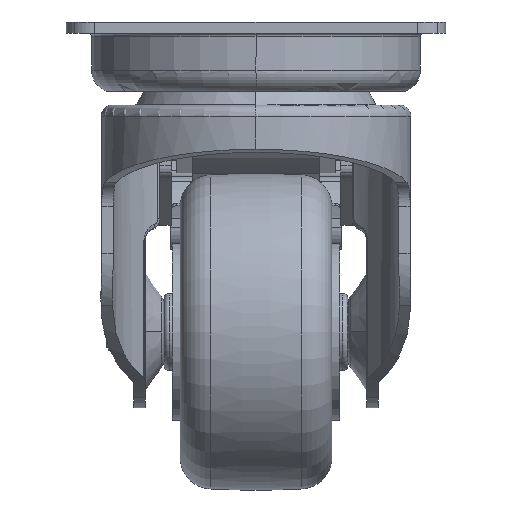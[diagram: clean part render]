
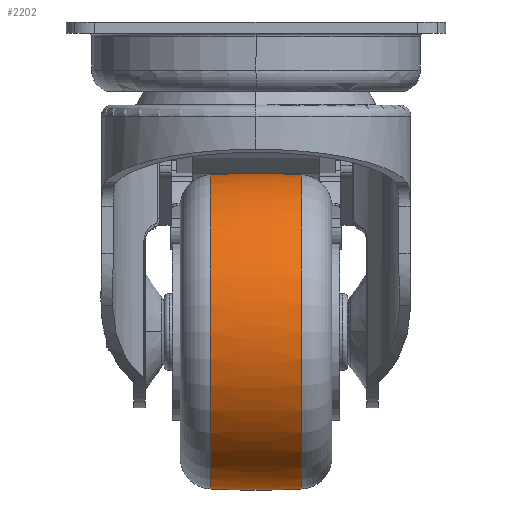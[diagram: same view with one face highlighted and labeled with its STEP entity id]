
A CAD part, left-side view. The second image highlights one B-rep face of the part: STEP entity #2202.
In plain terms, the highlighted toroidal (fillet/blend) face has major radius 119.25 mm and minor radius 144.25 mm.
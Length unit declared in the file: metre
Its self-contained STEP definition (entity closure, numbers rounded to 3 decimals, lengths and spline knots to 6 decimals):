
#2202=ADVANCED_FACE('',(#3553),#3554,.T.);
#3553=FACE_OUTER_BOUND('',#10300,.T.);
#3554=TOROIDAL_SURFACE('',#10301,-0.11925,0.14425);
#10300=EDGE_LOOP('',(#22003,#22004,#22005,#22006));
#10301=AXIS2_PLACEMENT_3D('',#22007,#22008,#22009);
#22003=ORIENTED_EDGE('',*,*,#25333,.T.);
#22004=ORIENTED_EDGE('',*,*,#25341,.F.);
#22005=ORIENTED_EDGE('',*,*,#25335,.T.);
#22006=ORIENTED_EDGE('',*,*,#25339,.T.);
#22007=CARTESIAN_POINT('',(0.,0.,0.));
#22008=DIRECTION('',(0.,-1.0,0.));
#22009=DIRECTION('',(0.0,0.,-1.0));
#25333=EDGE_CURVE('',#28056,#28048,#28057,.T.);
#25335=EDGE_CURVE('',#28051,#28058,#28060,.T.);
#25339=EDGE_CURVE('',#28058,#28056,#28066,.T.);
#25341=EDGE_CURVE('',#28051,#28048,#28068,.T.);
#28048=VERTEX_POINT('',#33111);
#28051=VERTEX_POINT('',#33114);
#28056=VERTEX_POINT('',#33119);
#28057=CIRCLE('',#33120,0.14425);
#28058=VERTEX_POINT('',#33121);
#28060=CIRCLE('',#33123,0.14425);
#28066=CIRCLE('',#33129,0.024818);
#28068=CIRCLE('',#33131,0.024818);
#33111=CARTESIAN_POINT('',(0.,-0.007251,-0.024818));
#33114=CARTESIAN_POINT('',(0.,-0.007251,0.024818));
#33119=CARTESIAN_POINT('',(0.,0.007251,-0.024818));
#33120=AXIS2_PLACEMENT_3D('',#45592,#45593,#45594);
#33121=CARTESIAN_POINT('',(0.,0.007251,0.024818));
#33123=AXIS2_PLACEMENT_3D('',#45598,#45599,#45600);
#33129=AXIS2_PLACEMENT_3D('',#45610,#45611,#45612);
#33131=AXIS2_PLACEMENT_3D('',#45616,#45617,#45618);
#45592=CARTESIAN_POINT('',(0.,0.,0.11925));
#45593=DIRECTION('',(-1.0,0.,0.));
#45594=DIRECTION('',(0.,0.,-1.0));
#45598=CARTESIAN_POINT('',(0.,0.,-0.11925));
#45599=DIRECTION('',(-1.0,0.,0.));
#45600=DIRECTION('',(0.,0.,1.0));
#45610=CARTESIAN_POINT('',(0.,0.007251,0.));
#45611=DIRECTION('',(0.,-1.0,0.));
#45612=DIRECTION('',(0.,0.,1.0));
#45616=CARTESIAN_POINT('',(0.,-0.007251,0.));
#45617=DIRECTION('',(0.,-1.0,0.));
#45618=DIRECTION('',(0.,0.,1.0));
